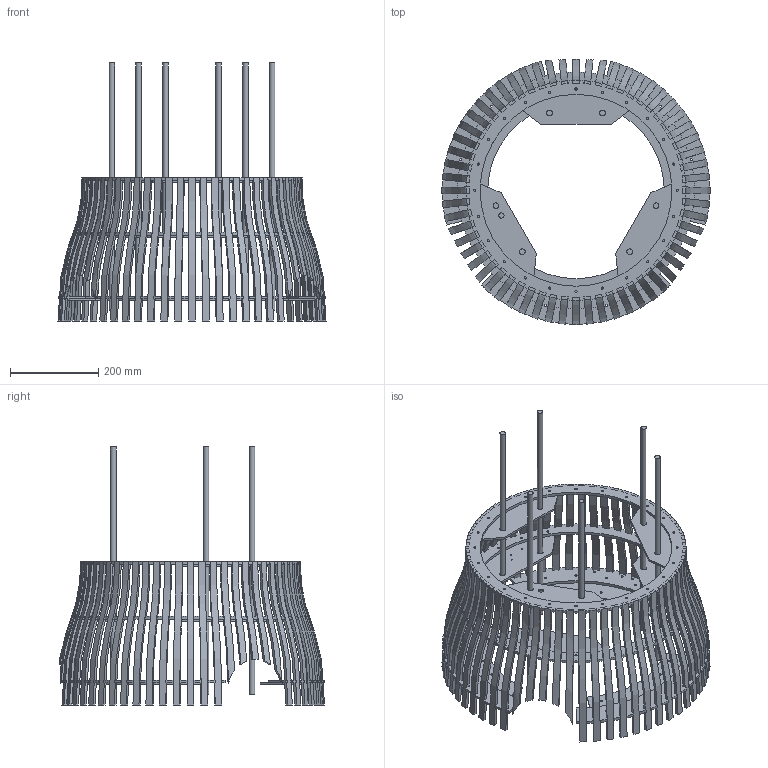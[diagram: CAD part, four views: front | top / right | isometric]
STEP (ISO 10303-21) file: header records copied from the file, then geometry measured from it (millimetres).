
FILE_DESCRIPTION(/* description */ (''),/* implementation_level */ '2;1');
FILE_NAME(/* name */ 'Shell Assembly.step',/* time_stamp */ '2022-10-20T18:05:11-07:00',/* author */ (''),/* organization */ (''),/* preprocessor_version */ 'ST-DEVELOPER v19',/* originating_system */ 'Autodesk Translation Framework v11.7.0.108',/* authorisation */ '');
FILE_SCHEMA (('AUTOMOTIVE_DESIGN { 1 0 10303 214 3 1 1 }'));
Length unit declared in the file: millimetre
Products named in the file (12): Shell Assembly; Wood Strip Ring; Wooden Shell Strip v1; LiDAR Platform Ring; Threaded Rods; LiDAR Platform Support with hole; Lidar Platform Support; Electronics Platform Ring; Electronics Platform Support; Base Platform Ring with charging port; Base Platform Ring; Base Platform Support
Assembly tree (17 placements, depth 3):
  Shell Assembly
    Wood Strip Ring
      Wooden Shell Strip v1
    LiDAR Platform Ring
    Threaded Rods
    Lidar Platform Support  x2
    LiDAR Platform Support with hole
    Electronics Platform Ring
    Electronics Platform Support  x3
    Base Platform Ring  x2
    Base Platform Ring with charging port
    Base Platform Support  x3
Bounding box: 607.7 x 600.76 x 584.83 mm (x, y, z)
Volume: 3952417.2 mm3; surface area: 1727548.1 mm2
Topology: 80 solids, 80 shells, 1265 faces, 3315 edges, 2210 vertices
Faces by surface type: plane 790, cylinder 355, bspline 120
Full cylindrical faces by diameter (mm): 2 x6, 3 x6, 5 x108, 5.2 x4, 12 x1, 12.555 x6, 13 x12, 435 x1, 475 x1
Entity records: 41677 total; most frequent: CARTESIAN_POINT 13940, ORIENTED_EDGE 5790, DIRECTION 5215, EDGE_CURVE 2895, LINE 2081, VECTOR 2081, VERTEX_POINT 1930, AXIS2_PLACEMENT_3D 1567
